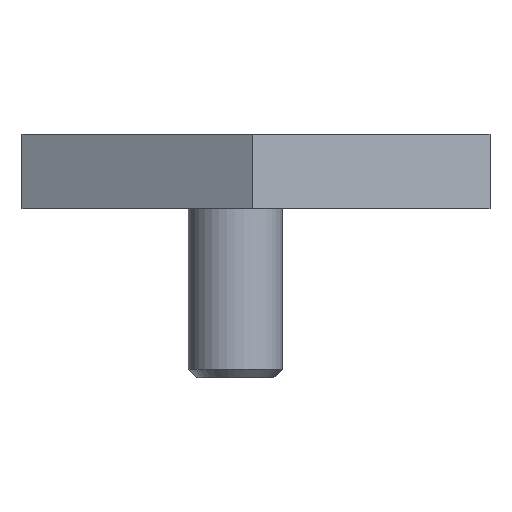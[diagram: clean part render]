
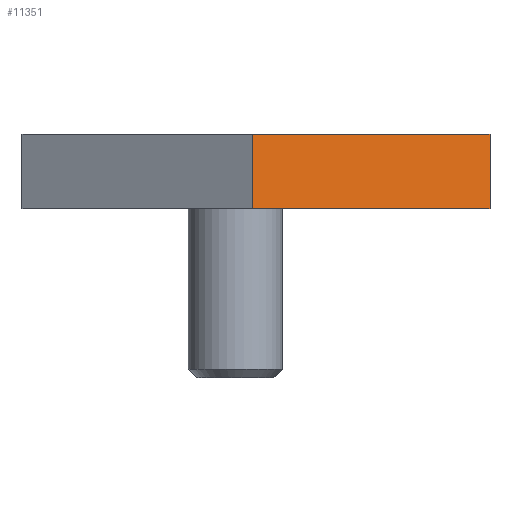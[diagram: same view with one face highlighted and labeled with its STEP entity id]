
A CAD part, left-side view. The second image highlights one B-rep face of the part: STEP entity #11351.
In plain terms, the highlighted planar face has unit normal (-0.866, -0.5, 0).
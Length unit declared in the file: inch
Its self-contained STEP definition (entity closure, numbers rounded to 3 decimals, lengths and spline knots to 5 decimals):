
#49 = DIRECTION ( 'NONE',  ( -0.5, 0.866, 0. ) ) ;
#145 = FACE_OUTER_BOUND ( 'NONE', #5277, .T. ) ;
#418 = CARTESIAN_POINT ( 'NONE',  ( -1.43201, -0.03937, 0. ) ) ;
#419 = EDGE_CURVE ( 'NONE', #3190, #10854, #2024, .T. ) ;
#967 = LINE ( 'NONE', #2189, #7846 ) ;
#1011 = CARTESIAN_POINT ( 'NONE',  ( -1.43201, -0.03937, 0.394 ) ) ;
#1494 = EDGE_CURVE ( 'NONE', #10854, #8194, #6962, .T. ) ;
#2024 = LINE ( 'NONE', #10839, #3868 ) ;
#2177 = VECTOR ( 'NONE', #9324, 39.37008 ) ;
#2189 = CARTESIAN_POINT ( 'NONE',  ( -1.43201, -0.03937, 0.394 ) ) ;
#2557 = CARTESIAN_POINT ( 'NONE',  ( -0.70464, -1.29921, 0.394 ) ) ;
#3091 = DIRECTION ( 'NONE',  ( 0., 0., -1. ) ) ;
#3190 = VERTEX_POINT ( 'NONE', #1011 ) ;
#3644 = PLANE ( 'NONE',  #10399 ) ;
#3868 = VECTOR ( 'NONE', #9935, 39.37008 ) ;
#4007 = DIRECTION ( 'NONE',  ( 0.5, -0.866, 0. ) ) ;
#4023 = CARTESIAN_POINT ( 'NONE',  ( -1.43201, -0.03937, 0. ) ) ;
#4512 = VERTEX_POINT ( 'NONE', #4023 ) ;
#4540 = CARTESIAN_POINT ( 'NONE',  ( -1.43201, -0.03937, 0.394 ) ) ;
#4812 = ORIENTED_EDGE ( 'NONE', *, *, #419, .F. ) ;
#5277 = EDGE_LOOP ( 'NONE', ( #9319, #10683, #4812, #8161 ) ) ;
#5438 = DIRECTION ( 'NONE',  ( 0.866, 0.5, 0. ) ) ;
#6919 = EDGE_CURVE ( 'NONE', #4512, #8194, #9818, .T. ) ;
#6962 = LINE ( 'NONE', #11068, #2177 ) ;
#7352 = CARTESIAN_POINT ( 'NONE',  ( -0.70464, -1.29921, 0. ) ) ;
#7846 = VECTOR ( 'NONE', #3091, 39.37008 ) ;
#8002 = VECTOR ( 'NONE', #4007, 39.37008 ) ;
#8161 = ORIENTED_EDGE ( 'NONE', *, *, #8547, .T. ) ;
#8194 = VERTEX_POINT ( 'NONE', #7352 ) ;
#8547 = EDGE_CURVE ( 'NONE', #3190, #4512, #967, .T. ) ;
#9319 = ORIENTED_EDGE ( 'NONE', *, *, #6919, .T. ) ;
#9324 = DIRECTION ( 'NONE',  ( 0., 0., -1. ) ) ;
#9818 = LINE ( 'NONE', #418, #8002 ) ;
#9935 = DIRECTION ( 'NONE',  ( 0.5, -0.866, 0. ) ) ;
#10399 = AXIS2_PLACEMENT_3D ( 'NONE', #4540, #5438, #49 ) ;
#10683 = ORIENTED_EDGE ( 'NONE', *, *, #1494, .F. ) ;
#10839 = CARTESIAN_POINT ( 'NONE',  ( -1.43201, -0.03937, 0.394 ) ) ;
#10854 = VERTEX_POINT ( 'NONE', #2557 ) ;
#11068 = CARTESIAN_POINT ( 'NONE',  ( -0.70464, -1.29921, 0.394 ) ) ;
#11351 = ADVANCED_FACE ( 'NONE', ( #145 ), #3644, .F. ) ;
